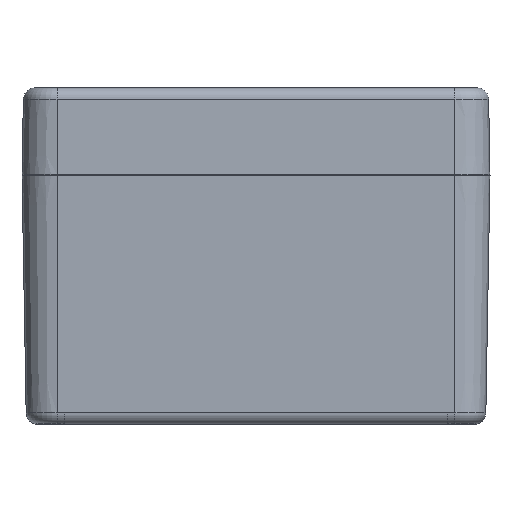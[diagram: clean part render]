
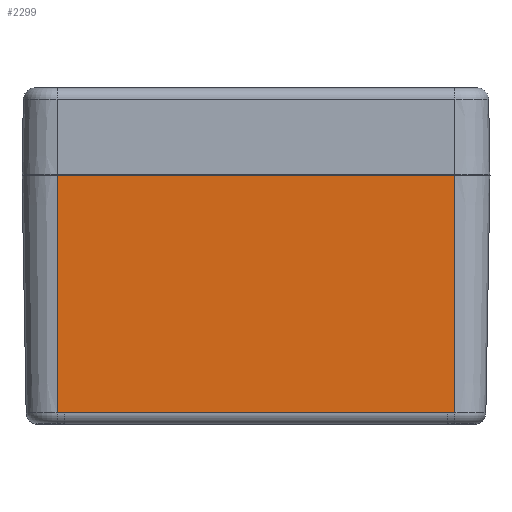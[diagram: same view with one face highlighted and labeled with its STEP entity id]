
A CAD part, left-side view. The second image highlights one B-rep face of the part: STEP entity #2299.
In plain terms, the highlighted planar face has unit normal (-1, 0, -0.018).
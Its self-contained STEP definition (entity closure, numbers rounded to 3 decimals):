
#2084=CARTESIAN_POINT('',(-86.792,-32.788,-40.535));
#2085=VERTEX_POINT('',#2084);
#2093=CARTESIAN_POINT('',(-86.792,32.788,-40.535));
#2094=VERTEX_POINT('',#2093);
#2095=CARTESIAN_POINT('',(-86.792,-32.788,-40.535));
#2096=DIRECTION('',(0.0,1.0,0.0));
#2097=VECTOR('',#2096,65.576);
#2098=LINE('',#2095,#2097);
#2099=EDGE_CURVE('',#2085,#2094,#2098,.T.);
#2118=CARTESIAN_POINT('',(-86.792,34.0,-40.535));
#2119=VERTEX_POINT('',#2118);
#2120=CARTESIAN_POINT('',(-86.792,32.788,-40.535));
#2121=DIRECTION('',(0.0,1.0,0.0));
#2122=VECTOR('',#2121,1.212);
#2123=LINE('',#2120,#2122);
#2124=EDGE_CURVE('',#2094,#2119,#2123,.T.);
#2160=CARTESIAN_POINT('',(-86.792,-34.0,-40.535));
#2161=VERTEX_POINT('',#2160);
#2169=CARTESIAN_POINT('',(-86.792,-34.0,-40.535));
#2170=DIRECTION('',(0.0,1.0,0.0));
#2171=VECTOR('',#2170,1.212);
#2172=LINE('',#2169,#2171);
#2173=EDGE_CURVE('',#2161,#2085,#2172,.T.);
#2255=CARTESIAN_POINT('',(-87.5,34.0,0.0));
#2256=VERTEX_POINT('',#2255);
#2257=CARTESIAN_POINT('',(-87.5,34.0,0.0));
#2258=DIRECTION('',(0.017,0.0,-1.));
#2259=VECTOR('',#2258,40.541);
#2260=LINE('',#2257,#2259);
#2261=EDGE_CURVE('',#2256,#2119,#2260,.T.);
#2274=CARTESIAN_POINT('',(-87.5,34.0,0.0));
#2275=DIRECTION('',(-1.,0.0,-0.017));
#2276=DIRECTION('',(0.0,1.0,0.0));
#2277=AXIS2_PLACEMENT_3D('',#2274,#2275,#2276);
#2278=PLANE('',#2277);
#2279=ORIENTED_EDGE('',*,*,#2124,.F.);
#2280=ORIENTED_EDGE('',*,*,#2099,.F.);
#2281=ORIENTED_EDGE('',*,*,#2173,.F.);
#2282=CARTESIAN_POINT('',(-87.5,-34.0,0.0));
#2283=VERTEX_POINT('',#2282);
#2284=CARTESIAN_POINT('',(-87.5,-34.0,0.0));
#2285=DIRECTION('',(0.017,0.0,-1.));
#2286=VECTOR('',#2285,40.541);
#2287=LINE('',#2284,#2286);
#2288=EDGE_CURVE('',#2283,#2161,#2287,.T.);
#2289=ORIENTED_EDGE('',*,*,#2288,.F.);
#2290=CARTESIAN_POINT('',(-87.5,-34.0,0.0));
#2291=DIRECTION('',(0.0,1.0,0.0));
#2292=VECTOR('',#2291,68.0);
#2293=LINE('',#2290,#2292);
#2294=EDGE_CURVE('',#2283,#2256,#2293,.T.);
#2295=ORIENTED_EDGE('',*,*,#2294,.T.);
#2296=ORIENTED_EDGE('',*,*,#2261,.T.);
#2297=EDGE_LOOP('',(#2279,#2280,#2281,#2289,#2295,#2296));
#2298=FACE_OUTER_BOUND('',#2297,.T.);
#2299=ADVANCED_FACE('',(#2298),#2278,.T.);
